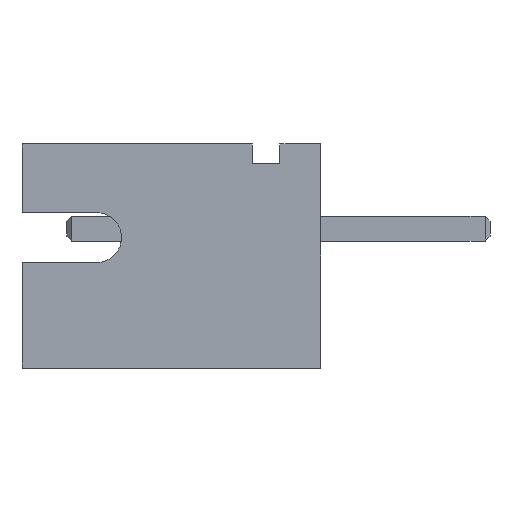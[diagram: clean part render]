
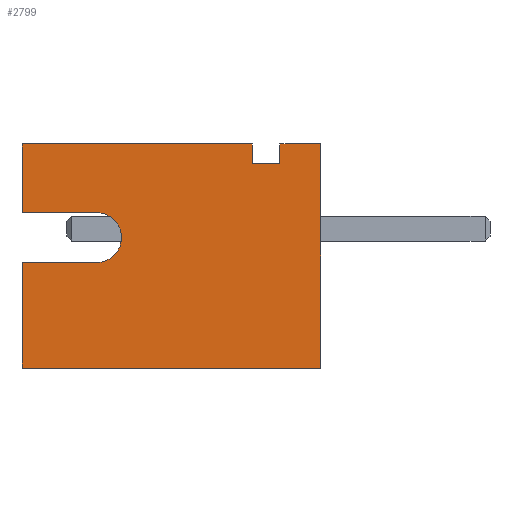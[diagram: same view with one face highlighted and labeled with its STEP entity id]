
A CAD part, left-side view. The second image highlights one B-rep face of the part: STEP entity #2799.
In plain terms, the highlighted planar face has unit normal (-1, 0, 0).
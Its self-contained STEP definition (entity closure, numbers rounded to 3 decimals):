
#16 = ORIENTED_EDGE ( 'NONE', *, *, #2626, .F. ) ;
#29 = VERTEX_POINT ( 'NONE', #1383 ) ;
#234 = CARTESIAN_POINT ( 'NONE',  ( -1.95, 1.38, 1.7 ) ) ;
#284 = LINE ( 'NONE', #6982, #3218 ) ;
#333 = ORIENTED_EDGE ( 'NONE', *, *, #1548, .T. ) ;
#436 = CARTESIAN_POINT ( 'NONE',  ( -1.95, 6., 1.7 ) ) ;
#450 = CARTESIAN_POINT ( 'NONE',  ( -1.95, 4.5, -0.68 ) ) ;
#535 = ORIENTED_EDGE ( 'NONE', *, *, #2030, .F. ) ;
#610 = EDGE_CURVE ( 'NONE', #6840, #1744, #3991, .T. ) ;
#748 = EDGE_CURVE ( 'NONE', #1737, #6840, #6590, .T. ) ;
#997 = CARTESIAN_POINT ( 'NONE',  ( -1.95, 6., -2.8 ) ) ;
#1034 = VERTEX_POINT ( 'NONE', #5804 ) ;
#1078 = AXIS2_PLACEMENT_3D ( 'NONE', #6981, #6426, #2796 ) ;
#1198 = LINE ( 'NONE', #3707, #1352 ) ;
#1215 = CIRCLE ( 'NONE', #1078, 0.5 ) ;
#1226 = EDGE_LOOP ( 'NONE', ( #5225, #2662, #535, #4712, #4216, #4468, #1777, #6439, #333, #16, #2494, #7729 ) ) ;
#1263 = CARTESIAN_POINT ( 'NONE',  ( -1.95, 1.38, 1.3 ) ) ;
#1313 = LINE ( 'NONE', #4506, #6637 ) ;
#1352 = VECTOR ( 'NONE', #4394, 1000. ) ;
#1383 = CARTESIAN_POINT ( 'NONE',  ( -1.95, 0., -2.8 ) ) ;
#1478 = LINE ( 'NONE', #997, #6833 ) ;
#1501 = CARTESIAN_POINT ( 'NONE',  ( -1.95, 6., 1.7 ) ) ;
#1548 = EDGE_CURVE ( 'NONE', #1737, #4194, #1313, .T. ) ;
#1700 = VERTEX_POINT ( 'NONE', #5915 ) ;
#1731 = DIRECTION ( 'NONE',  ( 0., 1., 0. ) ) ;
#1737 = VERTEX_POINT ( 'NONE', #2282 ) ;
#1744 = VERTEX_POINT ( 'NONE', #7152 ) ;
#1777 = ORIENTED_EDGE ( 'NONE', *, *, #610, .F. ) ;
#1985 = VECTOR ( 'NONE', #6393, 1000. ) ;
#2030 = EDGE_CURVE ( 'NONE', #6917, #2884, #6594, .T. ) ;
#2282 = CARTESIAN_POINT ( 'NONE',  ( -1.95, 1.38, 1.3 ) ) ;
#2370 = EDGE_CURVE ( 'NONE', #2971, #1034, #4452, .T. ) ;
#2408 = EDGE_CURVE ( 'NONE', #6917, #29, #1478, .T. ) ;
#2494 = ORIENTED_EDGE ( 'NONE', *, *, #5435, .F. ) ;
#2521 = CARTESIAN_POINT ( 'NONE',  ( -1.95, 0.82, 1.3 ) ) ;
#2554 = VERTEX_POINT ( 'NONE', #450 ) ;
#2592 = DIRECTION ( 'NONE',  ( 0., 0., 1. ) ) ;
#2626 = EDGE_CURVE ( 'NONE', #1700, #4194, #1198, .T. ) ;
#2662 = ORIENTED_EDGE ( 'NONE', *, *, #5232, .F. ) ;
#2765 = FACE_OUTER_BOUND ( 'NONE', #1226, .T. ) ;
#2796 = DIRECTION ( 'NONE',  ( 0., 0., 1. ) ) ;
#2799 = ADVANCED_FACE ( 'NONE', ( #2765 ), #3289, .F. ) ;
#2810 = EDGE_CURVE ( 'NONE', #29, #3081, #3996, .T. ) ;
#2884 = VERTEX_POINT ( 'NONE', #6596 ) ;
#2954 = DIRECTION ( 'NONE',  ( 0., 0., 1. ) ) ;
#2970 = CARTESIAN_POINT ( 'NONE',  ( -1.95, 6., 1.7 ) ) ;
#2971 = VERTEX_POINT ( 'NONE', #7425 ) ;
#3019 = VECTOR ( 'NONE', #6139, 1000. ) ;
#3081 = VERTEX_POINT ( 'NONE', #3346 ) ;
#3218 = VECTOR ( 'NONE', #4584, 1000. ) ;
#3273 = VECTOR ( 'NONE', #1731, 1000. ) ;
#3289 = PLANE ( 'NONE',  #3753 ) ;
#3346 = CARTESIAN_POINT ( 'NONE',  ( -1.95, 0., 1.7 ) ) ;
#3405 = CARTESIAN_POINT ( 'NONE',  ( -1.95, 0., 1.7 ) ) ;
#3506 = CARTESIAN_POINT ( 'NONE',  ( -1.95, 0.82, 1.3 ) ) ;
#3707 = CARTESIAN_POINT ( 'NONE',  ( -1.95, 6., 1.7 ) ) ;
#3753 = AXIS2_PLACEMENT_3D ( 'NONE', #1501, #4626, #5748 ) ;
#3890 = EDGE_CURVE ( 'NONE', #2554, #2971, #1215, .T. ) ;
#3991 = LINE ( 'NONE', #3506, #1985 ) ;
#3996 = LINE ( 'NONE', #3405, #6943 ) ;
#4085 = LINE ( 'NONE', #2970, #5906 ) ;
#4194 = VERTEX_POINT ( 'NONE', #234 ) ;
#4216 = ORIENTED_EDGE ( 'NONE', *, *, #2810, .T. ) ;
#4240 = DIRECTION ( 'NONE',  ( 0., -1., 0. ) ) ;
#4394 = DIRECTION ( 'NONE',  ( 0., -1., 0. ) ) ;
#4452 = LINE ( 'NONE', #6294, #3273 ) ;
#4468 = ORIENTED_EDGE ( 'NONE', *, *, #6463, .F. ) ;
#4474 = DIRECTION ( 'NONE',  ( 0., 0., 1. ) ) ;
#4506 = CARTESIAN_POINT ( 'NONE',  ( -1.95, 1.38, 1.3 ) ) ;
#4584 = DIRECTION ( 'NONE',  ( 0., -1., 0. ) ) ;
#4626 = DIRECTION ( 'NONE',  ( 1., 0., 0. ) ) ;
#4712 = ORIENTED_EDGE ( 'NONE', *, *, #2408, .T. ) ;
#5225 = ORIENTED_EDGE ( 'NONE', *, *, #3890, .F. ) ;
#5232 = EDGE_CURVE ( 'NONE', #2884, #2554, #284, .T. ) ;
#5342 = CARTESIAN_POINT ( 'NONE',  ( -1.95, 6., -2.8 ) ) ;
#5435 = EDGE_CURVE ( 'NONE', #1034, #1700, #6738, .T. ) ;
#5748 = DIRECTION ( 'NONE',  ( 0., 0., -1. ) ) ;
#5804 = CARTESIAN_POINT ( 'NONE',  ( -1.95, 6., 0.32 ) ) ;
#5906 = VECTOR ( 'NONE', #4240, 1000. ) ;
#5915 = CARTESIAN_POINT ( 'NONE',  ( -1.95, 6., 1.7 ) ) ;
#6102 = CARTESIAN_POINT ( 'NONE',  ( -1.95, 6., 1.7 ) ) ;
#6139 = DIRECTION ( 'NONE',  ( 0., -1., 0. ) ) ;
#6294 = CARTESIAN_POINT ( 'NONE',  ( -1.95, 6., 0.32 ) ) ;
#6393 = DIRECTION ( 'NONE',  ( 0., 0., 1. ) ) ;
#6399 = DIRECTION ( 'NONE',  ( 0., 0., 1. ) ) ;
#6426 = DIRECTION ( 'NONE',  ( -1., 0., 0. ) ) ;
#6439 = ORIENTED_EDGE ( 'NONE', *, *, #748, .F. ) ;
#6463 = EDGE_CURVE ( 'NONE', #1744, #3081, #4085, .T. ) ;
#6590 = LINE ( 'NONE', #1263, #3019 ) ;
#6594 = LINE ( 'NONE', #436, #7154 ) ;
#6596 = CARTESIAN_POINT ( 'NONE',  ( -1.95, 6., -0.68 ) ) ;
#6637 = VECTOR ( 'NONE', #4474, 1000. ) ;
#6738 = LINE ( 'NONE', #6102, #7026 ) ;
#6833 = VECTOR ( 'NONE', #6919, 1000. ) ;
#6840 = VERTEX_POINT ( 'NONE', #2521 ) ;
#6917 = VERTEX_POINT ( 'NONE', #5342 ) ;
#6919 = DIRECTION ( 'NONE',  ( 0., -1., 0. ) ) ;
#6943 = VECTOR ( 'NONE', #6399, 1000. ) ;
#6981 = CARTESIAN_POINT ( 'NONE',  ( -1.95, 4.5, -0.18 ) ) ;
#6982 = CARTESIAN_POINT ( 'NONE',  ( -1.95, 6., -0.68 ) ) ;
#7026 = VECTOR ( 'NONE', #2592, 1000. ) ;
#7152 = CARTESIAN_POINT ( 'NONE',  ( -1.95, 0.82, 1.7 ) ) ;
#7154 = VECTOR ( 'NONE', #2954, 1000. ) ;
#7425 = CARTESIAN_POINT ( 'NONE',  ( -1.95, 4.5, 0.32 ) ) ;
#7729 = ORIENTED_EDGE ( 'NONE', *, *, #2370, .F. ) ;
